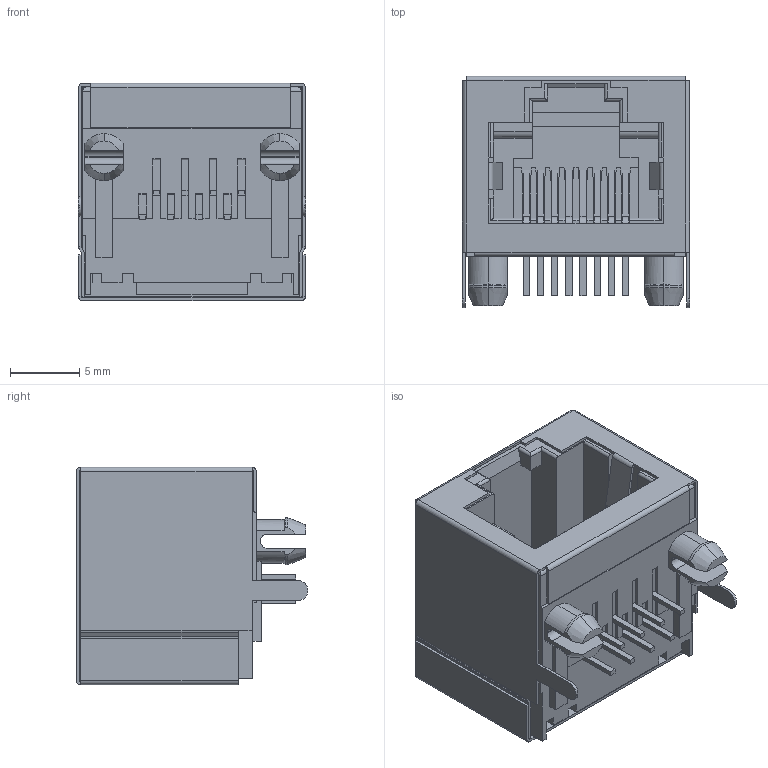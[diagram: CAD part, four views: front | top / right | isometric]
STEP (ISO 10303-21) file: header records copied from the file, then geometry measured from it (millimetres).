
FILE_DESCRIPTION(('CATIA V5 STEP Exchange','CAx-IF Rec.Pracs.--- Model Styling and Organization---1.4--- 2014-01-23'),'2;1');
FILE_NAME ('013630-2_1_1455240000_1455240000.stp','2021-08-17T05:49:35+00:00',('none'),('Weidmueller'),'CATIA Version 5-6 Release 2016 SP3 HF44','CATIA V5 STEP AP214','none');
FILE_SCHEMA(('AUTOMOTIVE_DESIGN { 1 0 10303 214 1 1 1 1 }'));
Length unit declared in the file: millimetre
Products named in the file (1): 1455240000
Bounding box: 16.4 x 16.7 x 15.7 mm (x, y, z)
Volume: 1580.1 mm3; surface area: 4370.6 mm2
Topology: 1 solids, 1 shells, 683 faces, 2014 edges, 1314 vertices
Faces by surface type: plane 493, cylinder 174, cone 16
Entity records: 23266 total; most frequent: CARTESIAN_POINT 5407, ORIENTED_EDGE 4028, DIRECTION 3195, EDGE_CURVE 2014, VECTOR 1611, LINE 1611, VERTEX_POINT 1314, AXIS2_PLACEMENT_3D 902
